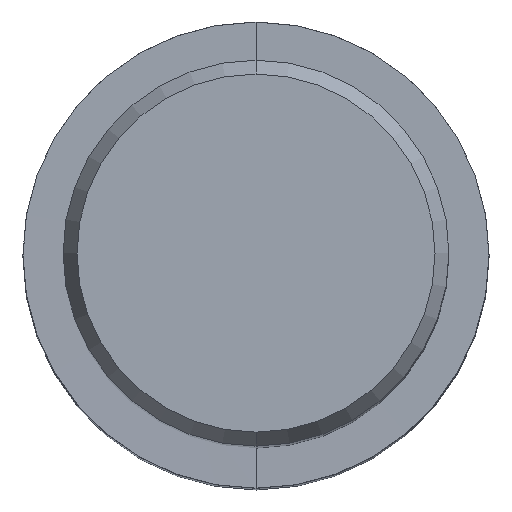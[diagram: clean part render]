
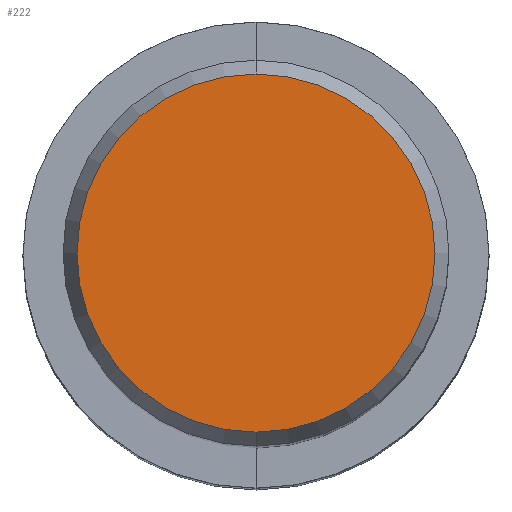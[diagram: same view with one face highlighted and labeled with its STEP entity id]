
A CAD part, top view. The second image highlights one B-rep face of the part: STEP entity #222.
In plain terms, the highlighted planar face has unit normal (0, 0, 1).
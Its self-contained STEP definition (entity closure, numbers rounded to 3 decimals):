
#186=EDGE_CURVE('',#218,#190,#376,.T.);
#190=VERTEX_POINT('',#380);
#208=EDGE_CURVE('',#190,#218,#399,.T.);
#218=VERTEX_POINT('',#410);
#222=ADVANCED_FACE('',(#414),#415,.T.);
#376=CIRCLE('',#594,8.837);
#380=CARTESIAN_POINT('',(0.,-8.837,0.01));
#399=CIRCLE('',#624,8.837);
#410=CARTESIAN_POINT('',(0.0,8.837,0.01));
#414=FACE_OUTER_BOUND('',#643,.T.);
#415=PLANE('',#644);
#594=AXIS2_PLACEMENT_3D('',#832,#833,#834);
#624=AXIS2_PLACEMENT_3D('',#851,#852,#853);
#643=EDGE_LOOP('',(#870,#871));
#644=AXIS2_PLACEMENT_3D('',#872,#873,#874);
#832=CARTESIAN_POINT('',(0.0,0.0,0.01));
#833=DIRECTION('',(0.0,0.0,-1.0));
#834=DIRECTION('',(0.0,1.0,0.0));
#851=CARTESIAN_POINT('',(0.0,0.0,0.01));
#852=DIRECTION('',(0.0,0.0,-1.0));
#853=DIRECTION('',(0.0,1.0,0.0));
#870=ORIENTED_EDGE('',*,*,#186,.F.);
#871=ORIENTED_EDGE('',*,*,#208,.F.);
#872=CARTESIAN_POINT('',(0.0,4.419,0.01));
#873=DIRECTION('',(-0.0,0.0,1.0));
#874=DIRECTION('',(0.0,-1.0,0.0));
